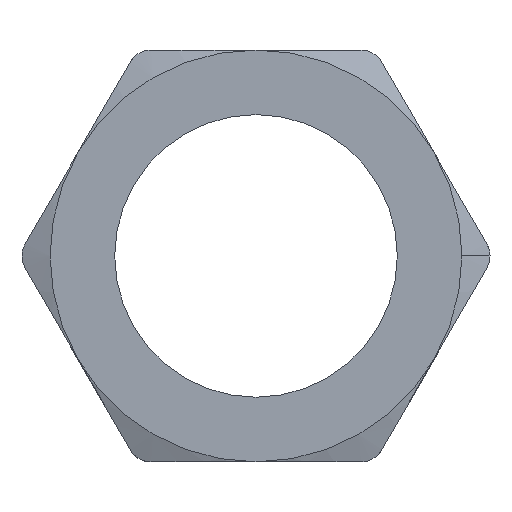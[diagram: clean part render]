
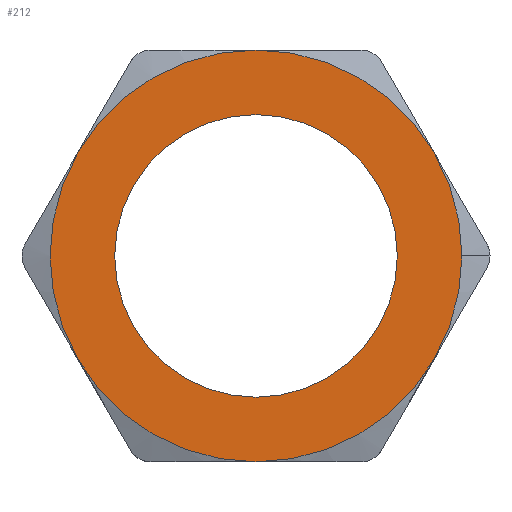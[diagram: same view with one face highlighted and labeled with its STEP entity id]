
A CAD part, top view. The second image highlights one B-rep face of the part: STEP entity #212.
In plain terms, the highlighted planar face has unit normal (0, 0, 1).
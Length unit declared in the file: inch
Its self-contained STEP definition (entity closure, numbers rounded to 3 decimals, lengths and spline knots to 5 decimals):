
#2 = VERTEX_POINT ( 'NONE', #535 ) ;
#212 = ADVANCED_FACE ( 'NONE', ( #934, #933 ), #932, .T. ) ;
#213 = ORIENTED_EDGE ( 'NONE', *, *, #214, .T. ) ;
#214 = EDGE_CURVE ( 'NONE', #2315, #2309, #927, .T. ) ;
#215 = ORIENTED_EDGE ( 'NONE', *, *, #2319, .T. ) ;
#216 = EDGE_LOOP ( 'NONE', ( #217, #219, #220, #222, #278, #280, #282 ) ) ;
#217 = ORIENTED_EDGE ( 'NONE', *, *, #218, .T. ) ;
#218 = EDGE_CURVE ( 'NONE', #2, #2258, #981, .T. ) ;
#219 = ORIENTED_EDGE ( 'NONE', *, *, #2257, .T. ) ;
#220 = ORIENTED_EDGE ( 'NONE', *, *, #221, .T. ) ;
#221 = EDGE_CURVE ( 'NONE', #2259, #2328, #976, .T. ) ;
#222 = ORIENTED_EDGE ( 'NONE', *, *, #277, .T. ) ;
#235 = EDGE_LOOP ( 'NONE', ( #213, #215 ) ) ;
#277 = EDGE_CURVE ( 'NONE', #2328, #2288, #1073, .T. ) ;
#278 = ORIENTED_EDGE ( 'NONE', *, *, #279, .T. ) ;
#279 = EDGE_CURVE ( 'NONE', #2288, #2277, #1066, .T. ) ;
#280 = ORIENTED_EDGE ( 'NONE', *, *, #281, .T. ) ;
#281 = EDGE_CURVE ( 'NONE', #2277, #2271, #1061, .T. ) ;
#282 = ORIENTED_EDGE ( 'NONE', *, *, #283, .T. ) ;
#283 = EDGE_CURVE ( 'NONE', #2271, #2, #1056, .T. ) ;
#535 = CARTESIAN_POINT ( 'NONE',  ( 0.22084, -0.1275, 0.11 ) ) ;
#923 = DIRECTION ( 'NONE',  ( -1., 0., 0. ) ) ;
#924 = DIRECTION ( 'NONE',  ( 0., 0., -1. ) ) ;
#925 = CARTESIAN_POINT ( 'NONE',  ( 0., 0., 0.11 ) ) ;
#926 = AXIS2_PLACEMENT_3D ( 'NONE', #925, #924, #923 ) ;
#927 = CIRCLE ( 'NONE', #926, 0.175 ) ;
#928 = DIRECTION ( 'NONE',  ( 1., 0., 0. ) ) ;
#929 = DIRECTION ( 'NONE',  ( 0., 0., 1. ) ) ;
#930 = CARTESIAN_POINT ( 'NONE',  ( -0.29445, 0., 0.11 ) ) ;
#931 = AXIS2_PLACEMENT_3D ( 'NONE', #930, #929, #928 ) ;
#932 = PLANE ( 'NONE',  #931 ) ;
#933 = FACE_OUTER_BOUND ( 'NONE', #216, .T. ) ;
#934 = FACE_BOUND ( 'NONE', #235, .T. ) ;
#972 = DIRECTION ( 'NONE',  ( 1., 0., 0. ) ) ;
#973 = DIRECTION ( 'NONE',  ( 0., 0., 1. ) ) ;
#974 = CARTESIAN_POINT ( 'NONE',  ( 0., 0., 0.11 ) ) ;
#975 = AXIS2_PLACEMENT_3D ( 'NONE', #974, #973, #972 ) ;
#976 = CIRCLE ( 'NONE', #975, 0.255 ) ;
#977 = DIRECTION ( 'NONE',  ( 1., 0., 0. ) ) ;
#978 = DIRECTION ( 'NONE',  ( 0., 0., 1. ) ) ;
#979 = CARTESIAN_POINT ( 'NONE',  ( 0., 0., 0.11 ) ) ;
#980 = AXIS2_PLACEMENT_3D ( 'NONE', #979, #978, #977 ) ;
#981 = CIRCLE ( 'NONE', #980, 0.255 ) ;
#1052 = DIRECTION ( 'NONE',  ( 1., 0., 0. ) ) ;
#1053 = DIRECTION ( 'NONE',  ( 0., 0., 1. ) ) ;
#1054 = CARTESIAN_POINT ( 'NONE',  ( 0., 0., 0.11 ) ) ;
#1055 = AXIS2_PLACEMENT_3D ( 'NONE', #1054, #1053, #1052 ) ;
#1056 = CIRCLE ( 'NONE', #1055, 0.255 ) ;
#1057 = DIRECTION ( 'NONE',  ( 1., 0., 0. ) ) ;
#1058 = DIRECTION ( 'NONE',  ( 0., 0., 1. ) ) ;
#1059 = CARTESIAN_POINT ( 'NONE',  ( 0., 0., 0.11 ) ) ;
#1060 = AXIS2_PLACEMENT_3D ( 'NONE', #1059, #1058, #1057 ) ;
#1061 = CIRCLE ( 'NONE', #1060, 0.255 ) ;
#1062 = DIRECTION ( 'NONE',  ( 1., 0., 0. ) ) ;
#1063 = DIRECTION ( 'NONE',  ( 0., 0., 1. ) ) ;
#1064 = CARTESIAN_POINT ( 'NONE',  ( 0., 0., 0.11 ) ) ;
#1065 = AXIS2_PLACEMENT_3D ( 'NONE', #1064, #1063, #1062 ) ;
#1066 = CIRCLE ( 'NONE', #1065, 0.255 ) ;
#1067 = DIRECTION ( 'NONE',  ( 1., 0., 0. ) ) ;
#1068 = DIRECTION ( 'NONE',  ( 0., 0., 1. ) ) ;
#1069 = CARTESIAN_POINT ( 'NONE',  ( 0., 0., 0.11 ) ) ;
#1070 = AXIS2_PLACEMENT_3D ( 'NONE', #1069, #1068, #1067 ) ;
#1073 = CIRCLE ( 'NONE', #1070, 0.255 ) ;
#1814 = CARTESIAN_POINT ( 'NONE',  ( 0., -0.255, 0.11 ) ) ;
#1831 = CARTESIAN_POINT ( 'NONE',  ( 0.22084, 0.1275, 0.11 ) ) ;
#1832 = CARTESIAN_POINT ( 'NONE',  ( 0.255, 0., 0.11 ) ) ;
#1833 = DIRECTION ( 'NONE',  ( 1., 0., 0. ) ) ;
#1834 = DIRECTION ( 'NONE',  ( 0., 0., 1. ) ) ;
#1835 = CARTESIAN_POINT ( 'NONE',  ( 0., 0., 0.11 ) ) ;
#1836 = AXIS2_PLACEMENT_3D ( 'NONE', #1835, #1834, #1833 ) ;
#1837 = CIRCLE ( 'NONE', #1836, 0.255 ) ;
#1859 = CARTESIAN_POINT ( 'NONE',  ( -0.22084, -0.1275, 0.11 ) ) ;
#1879 = CARTESIAN_POINT ( 'NONE',  ( -0.22084, 0.1275, 0.11 ) ) ;
#1919 = DIRECTION ( 'NONE',  ( -1., 0., 0. ) ) ;
#1920 = DIRECTION ( 'NONE',  ( 0., 0., -1. ) ) ;
#1921 = CARTESIAN_POINT ( 'NONE',  ( 0., 0., 0.11 ) ) ;
#1922 = AXIS2_PLACEMENT_3D ( 'NONE', #1921, #1920, #1919 ) ;
#1923 = CIRCLE ( 'NONE', #1922, 0.175 ) ;
#1934 = CARTESIAN_POINT ( 'NONE',  ( -0.175, 0., 0.11 ) ) ;
#1939 = CARTESIAN_POINT ( 'NONE',  ( 0.175, 0., 0.11 ) ) ;
#1955 = CARTESIAN_POINT ( 'NONE',  ( 0., 0.255, 0.11 ) ) ;
#2257 = EDGE_CURVE ( 'NONE', #2258, #2259, #1837, .T. ) ;
#2258 = VERTEX_POINT ( 'NONE', #1832 ) ;
#2259 = VERTEX_POINT ( 'NONE', #1831 ) ;
#2271 = VERTEX_POINT ( 'NONE', #1814 ) ;
#2277 = VERTEX_POINT ( 'NONE', #1859 ) ;
#2288 = VERTEX_POINT ( 'NONE', #1879 ) ;
#2309 = VERTEX_POINT ( 'NONE', #1939 ) ;
#2315 = VERTEX_POINT ( 'NONE', #1934 ) ;
#2319 = EDGE_CURVE ( 'NONE', #2309, #2315, #1923, .T. ) ;
#2328 = VERTEX_POINT ( 'NONE', #1955 ) ;
